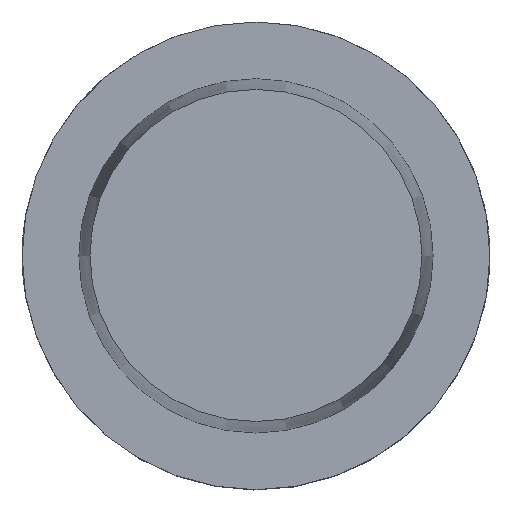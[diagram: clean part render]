
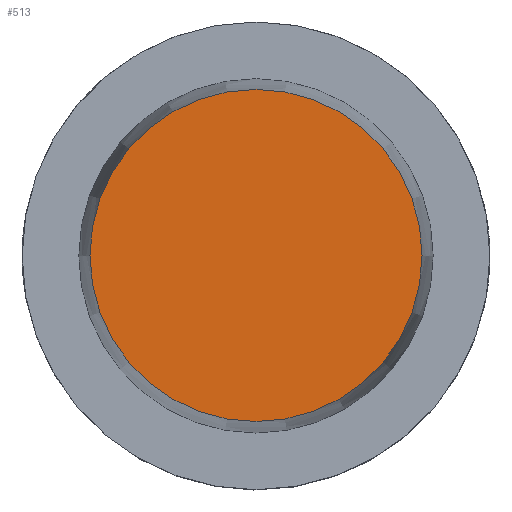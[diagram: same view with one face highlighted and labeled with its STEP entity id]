
A CAD part, top view. The second image highlights one B-rep face of the part: STEP entity #513.
In plain terms, the highlighted planar face has unit normal (0, 0, 1).
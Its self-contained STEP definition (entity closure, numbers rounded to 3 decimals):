
#384=EDGE_CURVE('240[2]',#868,#868,#869,.T.);
#513=ADVANCED_FACE('240[2]',(#1036),#1037,.T.);
#868=VERTEX_POINT('',#1659);
#869=CIRCLE('',#1660,35.5);
#1036=FACE_OUTER_BOUND('',#1997,.T.);
#1037=PLANE('',#1998);
#1659=CARTESIAN_POINT('',(35.5,0.,50.));
#1660=AXIS2_PLACEMENT_3D('',#2459,#2460,#2461);
#1997=EDGE_LOOP('',(#2668));
#1998=AXIS2_PLACEMENT_3D('',#2669,#2670,#2671);
#2459=CARTESIAN_POINT('',(0.,0.,50.));
#2460=DIRECTION('',(0.,0.,-1.0));
#2461=DIRECTION('',(1.0,0.,0.));
#2668=ORIENTED_EDGE('',*,*,#384,.F.);
#2669=CARTESIAN_POINT('',(17.75,0.,50.));
#2670=DIRECTION('',(0.,0.,1.0));
#2671=DIRECTION('',(1.0,0.,0.0));
